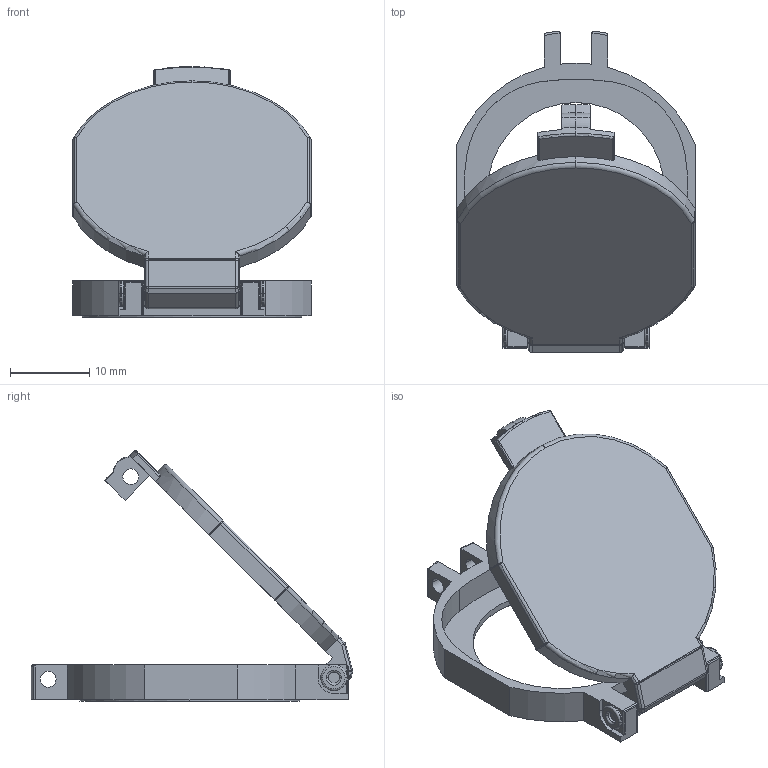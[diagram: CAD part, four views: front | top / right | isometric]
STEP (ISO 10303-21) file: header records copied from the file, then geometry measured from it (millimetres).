
FILE_DESCRIPTION(/* description */ (''),/* implementation_level */ '2;1');
FILE_NAME(/* name */ '100213034ugm000_b.stp',/* time_stamp */ '2019-06-04T09:12:41+02:00',/* author */ (''),/* organization */ (''),/* preprocessor_version */ 'ST-DEVELOPER v16.7',/* originating_system */ 'SIEMENS PLM Software NX 12.0',/* authorisation */ '');
FILE_SCHEMA (('AUTOMOTIVE_DESIGN { 1 0 10303 214 3 1 1 1 }'));
Length unit declared in the file: millimetre
Products named in the file (1): 100213034ugm000_b
Bounding box: 30 x 40.49 x 31.6 mm (x, y, z)
Volume: 2674 mm3; surface area: 4232 mm2
Topology: 1 solids, 3 shells, 217 faces, 566 edges, 361 vertices
Faces by surface type: cylinder 125, plane 58, torus 24, sphere 10
Entity records: 6913 total; most frequent: CARTESIAN_POINT 1339, DIRECTION 1256, ORIENTED_EDGE 1128, EDGE_CURVE 564, AXIS2_PLACEMENT_3D 506, VERTEX_POINT 360, CIRCLE 276, LINE 244
